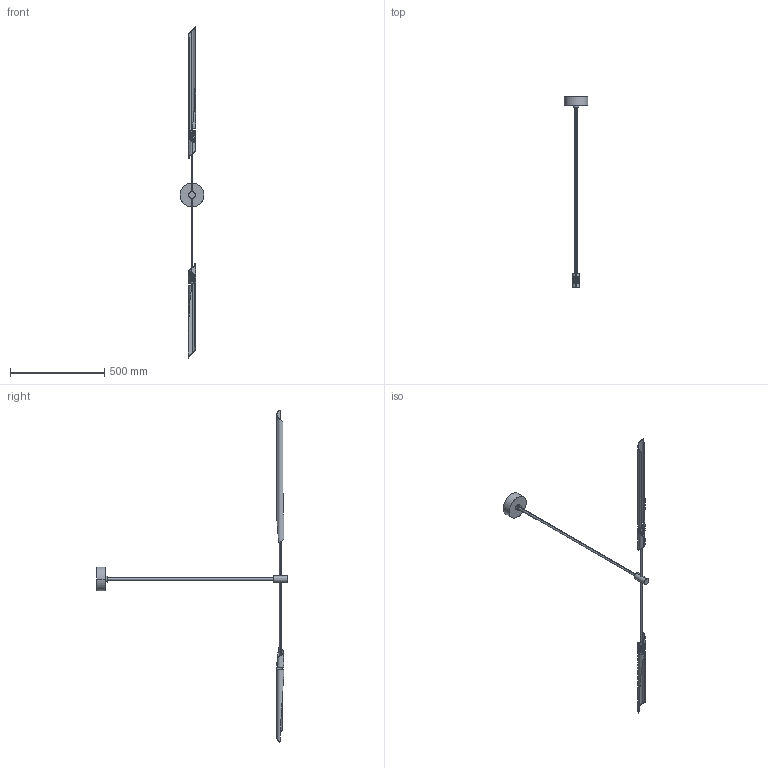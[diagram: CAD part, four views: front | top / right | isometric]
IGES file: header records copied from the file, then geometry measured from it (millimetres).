
Start section: SolidWorks IGES file using analytic representation for surfaces
Global section: file name: BODCH2 - Boden - Chandelier 02 - Horizontal - 2 Lights.IGS; native system: SolidWorks 2021; preprocessor: SolidWorks 2021; author: dum; date: 220509.172828; units: inch
Bounding box: 127 x 1012.23 x 1761.32 mm (x, y, z)
Surface area: 343459.7 mm2 (no closed solid volume)
Topology: 0 solids, 0 shells, 788 faces, 11197 edges, 11193 vertices
Faces by surface type: revolution 432, bspline 356
